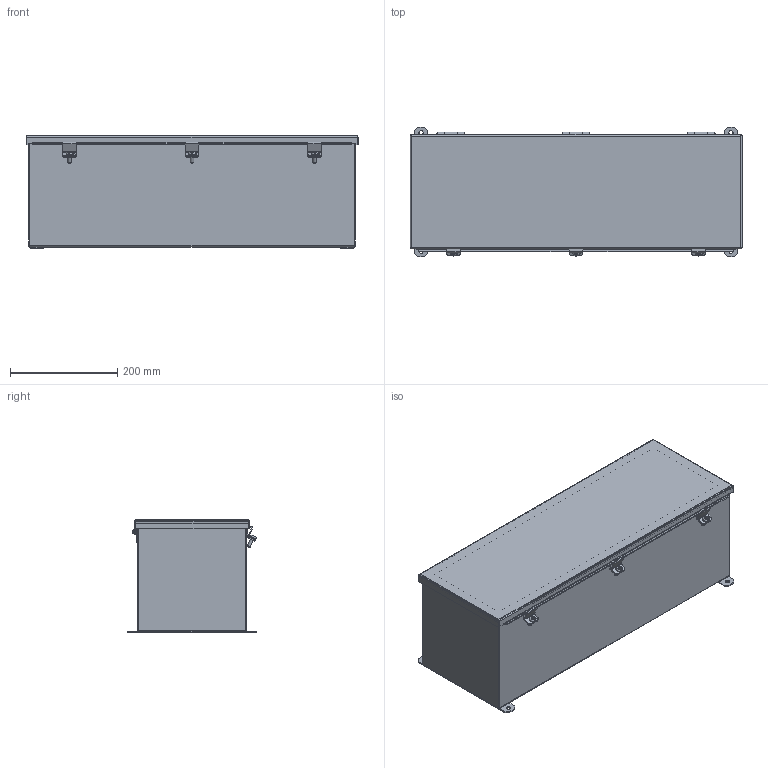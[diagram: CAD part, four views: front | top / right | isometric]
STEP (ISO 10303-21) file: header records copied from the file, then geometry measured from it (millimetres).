
FILE_DESCRIPTION (( 'STEP AP214' ), '1' );
FILE_NAME ('1486E24.STEP', '2023-06-20T10:12:29', ( '' ), ( '' ), 'SwSTEP 2.0', 'SolidWorks 2021', '' );
FILE_SCHEMA (( 'AUTOMOTIVE_DESIGN' ));
Length unit declared in the file: inch
Products named in the file (1): 1486E24
Bounding box: 619.12 x 241.3 x 209.98 mm (x, y, z)
Volume: 1325508.4 mm3; surface area: 1342980.7 mm2
Topology: 11 solids, 11 shells, 500 faces, 1373 edges, 892 vertices
Faces by surface type: plane 346, cylinder 125, cone 15, bspline 8, torus 6
Full cylindrical faces by diameter (mm): 4.572 x3, 5.41 x3, 6.35 x3, 7.938 x4, 12.268 x3
Entity records: 16142 total; most frequent: CARTESIAN_POINT 3385, ORIENTED_EDGE 2660, DIRECTION 2526, EDGE_CURVE 1330, LINE 956, VECTOR 956, VERTEX_POINT 880, AXIS2_PLACEMENT_3D 785
